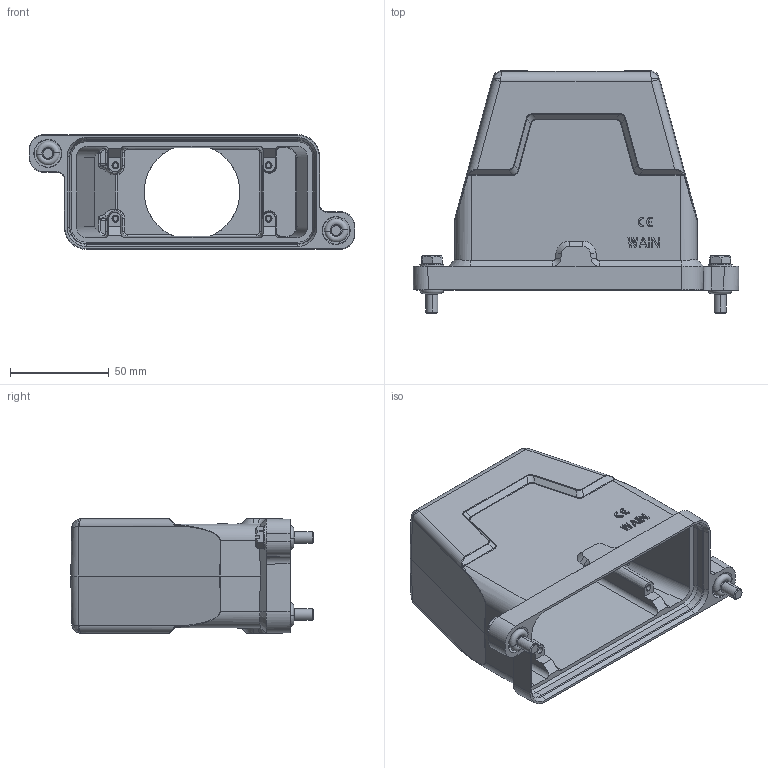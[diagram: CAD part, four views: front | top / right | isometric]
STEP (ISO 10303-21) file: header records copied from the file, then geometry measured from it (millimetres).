
FILE_DESCRIPTION(/* description */ (''),/* implementation_level */ '2;1');
FILE_NAME(/* name */ '3D_1136164205006_HP16B_H-TEH-2S-M50-V1.1.STP',/* time_stamp */ '2024-01-26T13:36:15+08:00',/* author */ (''),/* organization */ (''),/* preprocessor_version */ 'ST-DEVELOPER v18.1',/* originating_system */ 'SIEMENS PLM Software NX 1980',/* authorisation */ '');
FILE_SCHEMA (('AP203_CONFIGURATION_CONTROLLED_3D_DESIGN_OF_MECHANICAL_PARTS_AND_ASSEMBLIES_MIM_LF { 1 0 10303 403 2 1 2}'));
Length unit declared in the file: millimetre
Products named in the file (1): temp1
Bounding box: 165 x 122.7 x 58 mm (x, y, z)
Volume: 216361.4 mm3; surface area: 81339.2 mm2
Topology: 3 solids, 3 shells, 536 faces, 1371 edges, 871 vertices
Faces by surface type: plane 238, cylinder 131, cone 74, torus 45, bspline 41, sphere 6, revolution 1
Full cylindrical faces by diameter (mm): 48.5 x1
Entity records: 20320 total; most frequent: CARTESIAN_POINT 8533, ORIENTED_EDGE 2738, DIRECTION 1927, EDGE_CURVE 1369, VERTEX_POINT 870, AXIS2_PLACEMENT_3D 644, LINE 638, VECTOR 638
